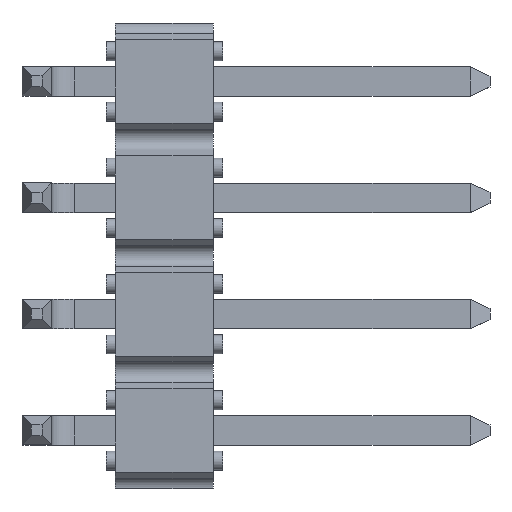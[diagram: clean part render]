
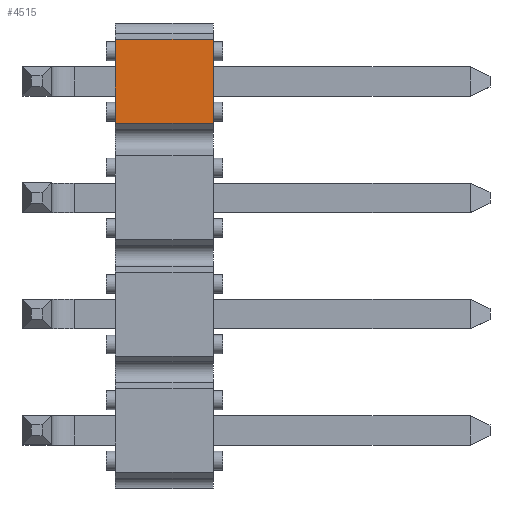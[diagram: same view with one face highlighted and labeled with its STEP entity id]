
A CAD part, top view. The second image highlights one B-rep face of the part: STEP entity #4515.
In plain terms, the highlighted planar face has unit normal (0, 0, 1).
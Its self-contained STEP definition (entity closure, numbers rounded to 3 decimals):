
#748=DIRECTION('',(0.,1.,0.));
#749=VECTOR('',#748,1.832);
#750=CARTESIAN_POINT('',(2.14,-0.916,1.205));
#751=LINE('294',#750,#749);
#1627=DIRECTION('',(-1.,0.,0.));
#1628=VECTOR('',#1627,2.14);
#1629=CARTESIAN_POINT('',(2.14,0.916,1.205));
#1630=LINE('282',#1629,#1628);
#1631=DIRECTION('',(0.,1.,0.));
#1632=VECTOR('',#1631,1.832);
#1633=CARTESIAN_POINT('',(0.,-0.916,1.205));
#1634=LINE('260',#1633,#1632);
#1635=DIRECTION('',(-1.,0.,0.));
#1636=VECTOR('',#1635,2.14);
#1637=CARTESIAN_POINT('',(2.14,-0.916,1.205));
#1638=LINE('281',#1637,#1636);
#1940=CARTESIAN_POINT('',(0.,0.916,1.205));
#1941=VERTEX_POINT('',#1940);
#1942=CARTESIAN_POINT('',(0.,-0.916,1.205));
#1943=VERTEX_POINT('',#1942);
#1966=CARTESIAN_POINT('',(2.14,-0.916,1.205));
#1967=VERTEX_POINT('',#1966);
#1968=CARTESIAN_POINT('',(2.14,0.916,1.205));
#1969=VERTEX_POINT('',#1968);
#4503=CARTESIAN_POINT('',(1.07,0.,1.205));
#4504=DIRECTION('',(0.,0.,1.));
#4505=DIRECTION('',(0.,-1.,0.));
#4506=AXIS2_PLACEMENT_3D('',#4503,#4504,#4505);
#4507=PLANE('335',#4506);
#4508=ORIENTED_EDGE('260',*,*,#2555,.T.);
#4509=ORIENTED_EDGE('282',*,*,#4498,.F.);
#4510=ORIENTED_EDGE('294',*,*,#2923,.F.);
#4512=ORIENTED_EDGE('281',*,*,#4511,.T.);
#4513=EDGE_LOOP('335',(#4508,#4509,#4510,#4512));
#4514=FACE_OUTER_BOUND('335',#4513,.F.);
#2555=EDGE_CURVE('260',#1943,#1941,#1634,.T.);
#2923=EDGE_CURVE('294',#1967,#1969,#751,.T.);
#4498=EDGE_CURVE('282',#1969,#1941,#1630,.T.);
#4511=EDGE_CURVE('281',#1967,#1943,#1638,.T.);
#4515=ADVANCED_FACE('335',(#4514),#4507,.T.);
